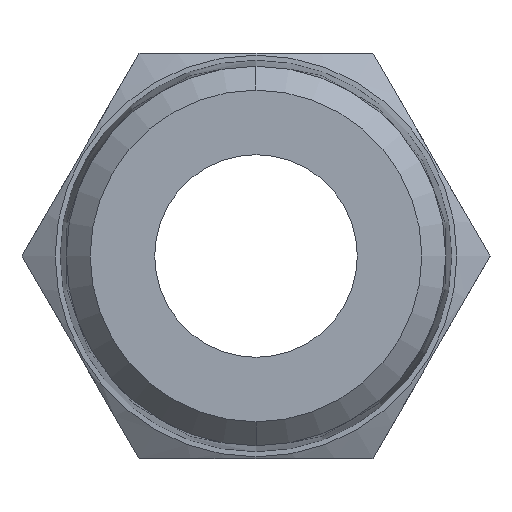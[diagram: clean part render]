
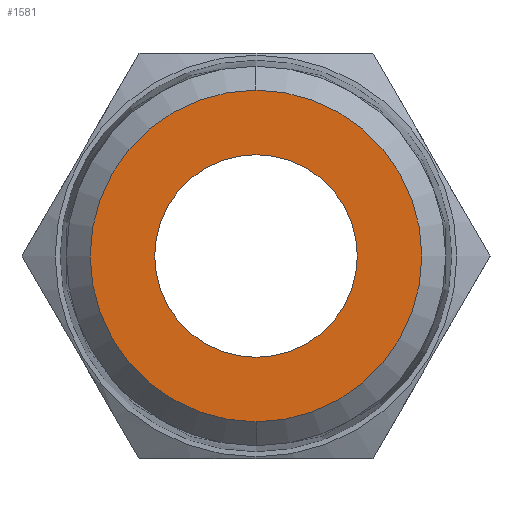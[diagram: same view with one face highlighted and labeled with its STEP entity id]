
A CAD part, front view. The second image highlights one B-rep face of the part: STEP entity #1581.
In plain terms, the highlighted planar face has unit normal (0, -1, 0).
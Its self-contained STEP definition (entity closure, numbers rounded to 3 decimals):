
#30 = ORIENTED_EDGE ( 'NONE', *, *, #1036, .T. ) ;
#130 = CARTESIAN_POINT ( 'NONE',  ( 0., 0., 0. ) ) ;
#131 = DIRECTION ( 'NONE',  ( 0., -1., 0. ) ) ;
#132 = DIRECTION ( 'NONE',  ( 0., 0., -1. ) ) ;
#133 = CARTESIAN_POINT ( 'NONE',  ( 0., 0., 0. ) ) ;
#134 = DIRECTION ( 'NONE',  ( 0., -1., 0. ) ) ;
#135 = DIRECTION ( 'NONE',  ( 0., 0., -1. ) ) ;
#203 = CARTESIAN_POINT ( 'NONE',  ( 0., 0., 0. ) ) ;
#204 = DIRECTION ( 'NONE',  ( 0., -1., 0. ) ) ;
#205 = DIRECTION ( 'NONE',  ( 0., 0., -1. ) ) ;
#228 = CARTESIAN_POINT ( 'NONE',  ( 0., 0., 0. ) ) ;
#229 = DIRECTION ( 'NONE',  ( 0., -1., 0. ) ) ;
#230 = DIRECTION ( 'NONE',  ( 0., 0., -1. ) ) ;
#234 = PLANE ( 'NONE',  #293 ) ;
#235 = CARTESIAN_POINT ( 'NONE',  ( 10.9, 0., 0. ) ) ;
#236 = DIRECTION ( 'NONE',  ( 0., -1., 0. ) ) ;
#237 = DIRECTION ( 'NONE',  ( 0., 0., -1. ) ) ;
#278 = CIRCLE ( 'NONE', #280, 9. ) ;
#280 = AXIS2_PLACEMENT_3D ( 'NONE', #203, #204, #205 ) ;
#288 = CIRCLE ( 'NONE', #292, 5.5 ) ;
#292 = AXIS2_PLACEMENT_3D ( 'NONE', #228, #229, #230 ) ;
#293 = AXIS2_PLACEMENT_3D ( 'NONE', #235, #236, #237 ) ;
#346 = CIRCLE ( 'NONE', #347, 5.5 ) ;
#347 = AXIS2_PLACEMENT_3D ( 'NONE', #130, #131, #132 ) ;
#348 = CIRCLE ( 'NONE', #349, 9. ) ;
#349 = AXIS2_PLACEMENT_3D ( 'NONE', #133, #134, #135 ) ;
#437 = EDGE_LOOP ( 'NONE', ( #30, #1153 ) ) ;
#520 = EDGE_LOOP ( 'NONE', ( #1154, #1156 ) ) ;
#682 = CARTESIAN_POINT ( 'NONE',  ( 0., 0., -9. ) ) ;
#683 = CARTESIAN_POINT ( 'NONE',  ( 0., 0., 9. ) ) ;
#686 = CARTESIAN_POINT ( 'NONE',  ( 0., 0., 5.5 ) ) ;
#687 = CARTESIAN_POINT ( 'NONE',  ( 0., 0., -5.5 ) ) ;
#1035 = EDGE_CURVE ( 'NONE', #1121, #1120, #346, .T. ) ;
#1036 = EDGE_CURVE ( 'NONE', #1117, #1116, #348, .T. ) ;
#1116 = VERTEX_POINT ( 'NONE', #682 ) ;
#1117 = VERTEX_POINT ( 'NONE', #683 ) ;
#1120 = VERTEX_POINT ( 'NONE', #686 ) ;
#1121 = VERTEX_POINT ( 'NONE', #687 ) ;
#1153 = ORIENTED_EDGE ( 'NONE', *, *, #1571, .T. ) ;
#1154 = ORIENTED_EDGE ( 'NONE', *, *, #1035, .F. ) ;
#1156 = ORIENTED_EDGE ( 'NONE', *, *, #1579, .F. ) ;
#1351 = FACE_OUTER_BOUND ( 'NONE', #437, .T. ) ;
#1353 = FACE_BOUND ( 'NONE', #520, .T. ) ;
#1571 = EDGE_CURVE ( 'NONE', #1116, #1117, #278, .T. ) ;
#1579 = EDGE_CURVE ( 'NONE', #1120, #1121, #288, .T. ) ;
#1581 = ADVANCED_FACE ( 'NONE', ( #1351, #1353 ), #234, .T. ) ;
